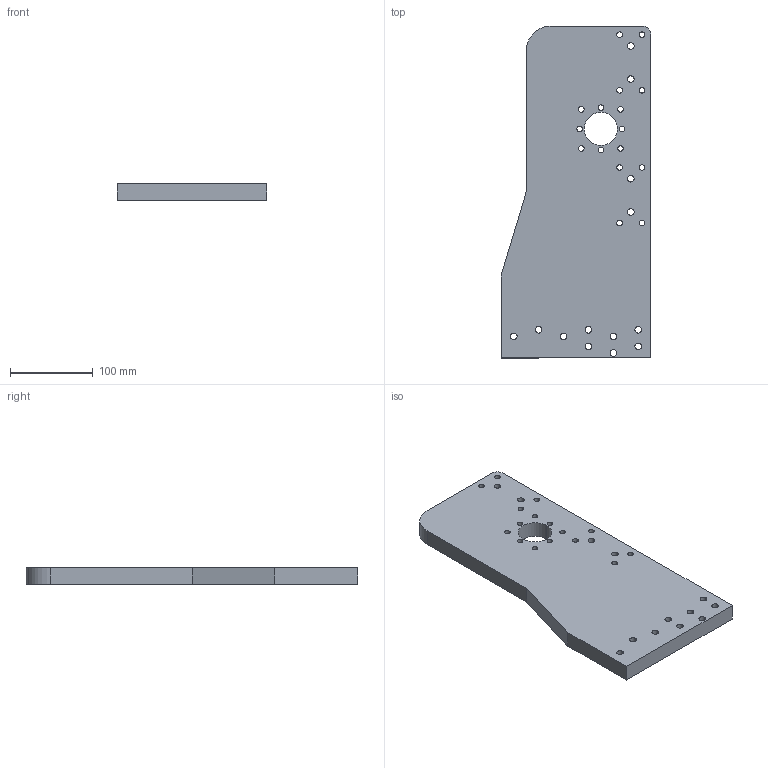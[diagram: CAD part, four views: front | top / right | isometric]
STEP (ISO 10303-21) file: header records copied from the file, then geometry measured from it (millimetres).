
FILE_DESCRIPTION (( 'STEP AP203' ), '1' );
FILE_NAME ('side right - final.STEP', '2017-12-25T02:14:11', ( '' ), ( '' ), 'SwSTEP 2.0', 'SolidWorks 2018', '' );
FILE_SCHEMA (( 'CONFIG_CONTROL_DESIGN' ));
Length unit declared in the file: millimetre
Products named in the file (1): side right - final
Bounding box: 180 x 400 x 20 mm (x, y, z)
Volume: 1235884.8 mm3; surface area: 161817.1 mm2
Topology: 1 solids, 1 shells, 70 faces, 204 edges, 136 vertices
Faces by surface type: cylinder 62, plane 8
Entity records: 2589 total; most frequent: DIRECTION 470, CARTESIAN_POINT 411, ORIENTED_EDGE 408, EDGE_CURVE 204, AXIS2_PLACEMENT_3D 195, VERTEX_POINT 136, EDGE_LOOP 130, CIRCLE 124
